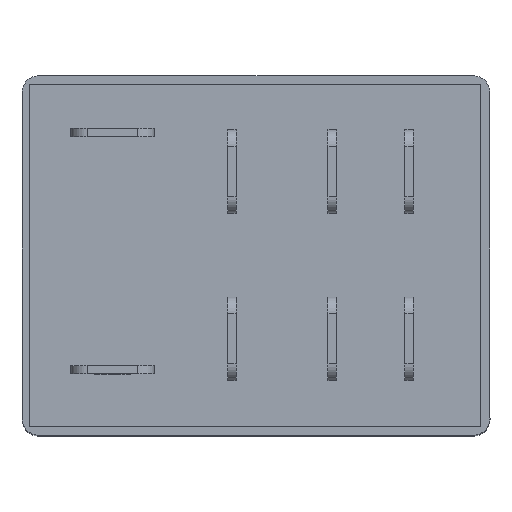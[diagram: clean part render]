
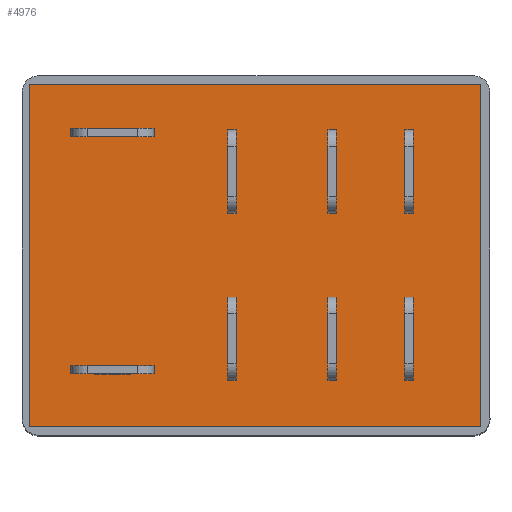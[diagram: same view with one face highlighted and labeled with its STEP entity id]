
A CAD part, top view. The second image highlights one B-rep face of the part: STEP entity #4976.
In plain terms, the highlighted planar face has unit normal (0, 0, 1).
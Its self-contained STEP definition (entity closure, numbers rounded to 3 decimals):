
#4847 = VERTEX_POINT('',#4848);
#4848 = CARTESIAN_POINT('',(-4.951,10.25,3.));
#4854 = EDGE_CURVE('',#4847,#4855,#4857,.T.);
#4855 = VERTEX_POINT('',#4856);
#4856 = CARTESIAN_POINT('',(22.049,10.25,3.));
#4857 = LINE('',#4858,#4859);
#4858 = CARTESIAN_POINT('',(-4.951,10.25,3.));
#4859 = VECTOR('',#4860,1.);
#4860 = DIRECTION('',(1.,0.,0.));
#4885 = EDGE_CURVE('',#4855,#4886,#4888,.T.);
#4886 = VERTEX_POINT('',#4887);
#4887 = CARTESIAN_POINT('',(22.049,-10.25,3.));
#4888 = LINE('',#4889,#4890);
#4889 = CARTESIAN_POINT('',(22.049,10.25,3.));
#4890 = VECTOR('',#4891,1.);
#4891 = DIRECTION('',(0.,-1.,0.));
#4916 = EDGE_CURVE('',#4886,#4917,#4919,.T.);
#4917 = VERTEX_POINT('',#4918);
#4918 = CARTESIAN_POINT('',(-4.951,-10.25,3.));
#4919 = LINE('',#4920,#4921);
#4920 = CARTESIAN_POINT('',(22.049,-10.25,3.));
#4921 = VECTOR('',#4922,1.);
#4922 = DIRECTION('',(-1.,0.,0.));
#4947 = EDGE_CURVE('',#4917,#4847,#4948,.T.);
#4948 = LINE('',#4949,#4950);
#4949 = CARTESIAN_POINT('',(-4.951,-10.25,3.));
#4950 = VECTOR('',#4951,1.);
#4951 = DIRECTION('',(0.,1.,0.));
#4976 = ADVANCED_FACE('',(#4977),#4983,.T.);
#4977 = FACE_BOUND('',#4978,.F.);
#4978 = EDGE_LOOP('',(#4979,#4980,#4981,#4982));
#4979 = ORIENTED_EDGE('',*,*,#4854,.T.);
#4980 = ORIENTED_EDGE('',*,*,#4885,.T.);
#4981 = ORIENTED_EDGE('',*,*,#4916,.T.);
#4982 = ORIENTED_EDGE('',*,*,#4947,.T.);
#4983 = PLANE('',#4984);
#4984 = AXIS2_PLACEMENT_3D('',#4985,#4986,#4987);
#4985 = CARTESIAN_POINT('',(8.549,0.,3.));
#4986 = DIRECTION('',(0.,0.,1.));
#4987 = DIRECTION('',(1.,0.,0.));
